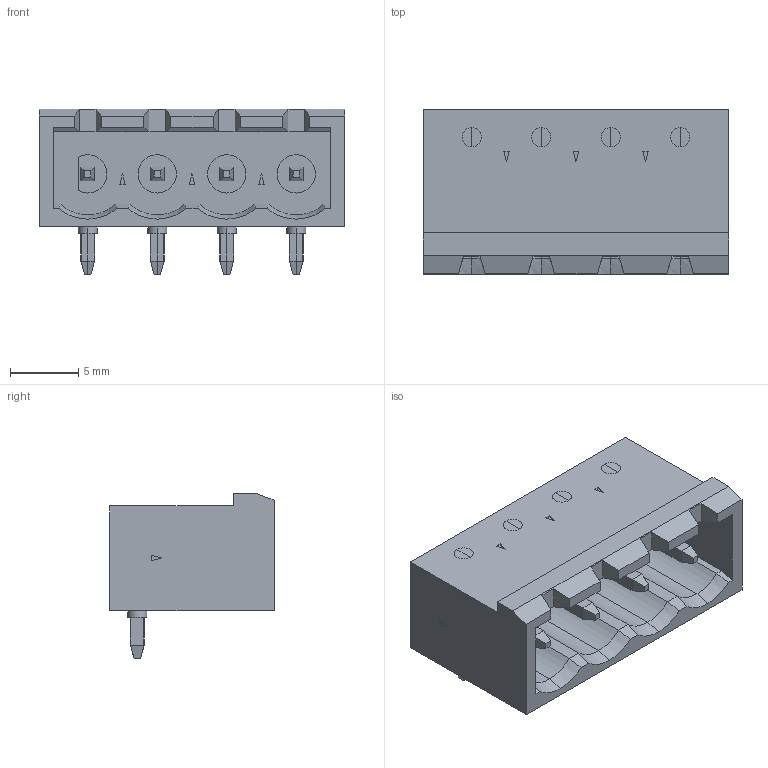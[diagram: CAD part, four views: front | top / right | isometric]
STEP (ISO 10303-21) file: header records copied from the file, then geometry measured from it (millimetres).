
FILE_DESCRIPTION(('FreeCAD Model'),'2;1');
FILE_NAME('mstba_2.5-4-g-5.08mstba_2.5-4-g-5.08mstba_2.5-4-g-5.08.step', '2017-02-17T16:16:02',('kicad StepUp'),('ksu MCAD'), 'Open CASCADE STEP processor 6.8','FreeCAD','Unknown');
FILE_SCHEMA(('AUTOMOTIVE_DESIGN_CC2 { 1 2 10303 214 -1 1 5 4 }'));
Length unit declared in the file: millimetre
Products named in the file (2): ASSEMBLY; mstba_2.5-4-g-5.08|mstba_2.5-4-g-5.08;mstba_2.5-4-g-5.08
Assembly tree (1 placements, depth 2):
  ASSEMBLY
    mstba_2.5-4-g-5.08|mstba_2.5-4-g-5.08;mstba_2.5-4-g-5.08
Bounding box: 22.32 x 12 x 12.1 mm (x, y, z)
Volume: 1166.4 mm3; surface area: 1716.7 mm2
Topology: 1 solids, 1 shells, 380 faces, 857 edges, 510 vertices
Faces by surface type: plane 309, cylinder 47, sphere 16, cone 8
Entity records: 13106 total; most frequent: CARTESIAN_POINT 1845, DIRECTION 1819, ORIENTED_EDGE 1714, EDGE_CURVE 857, LINE 643, VECTOR 643, AXIS2_PLACEMENT_3D 588, VERTEX_POINT 510
